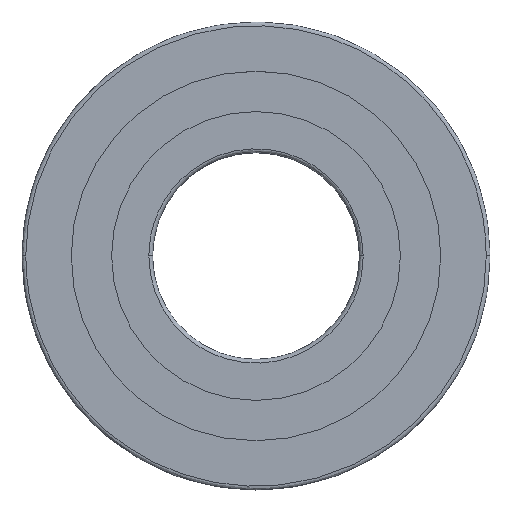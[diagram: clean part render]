
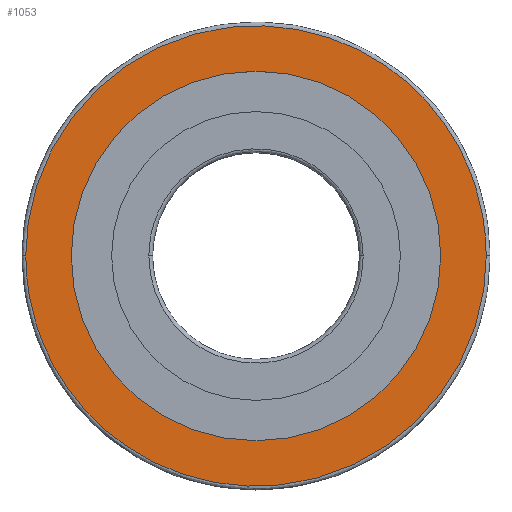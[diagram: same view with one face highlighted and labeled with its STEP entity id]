
A CAD part, top view. The second image highlights one B-rep face of the part: STEP entity #1053.
In plain terms, the highlighted planar face has unit normal (0, 0, 1).
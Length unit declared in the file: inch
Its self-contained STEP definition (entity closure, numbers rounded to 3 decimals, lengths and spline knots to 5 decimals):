
#26 = PLANE ( 'NONE',  #1128 ) ;
#80 = VERTEX_POINT ( 'NONE', #190 ) ;
#102 = DIRECTION ( 'NONE',  ( -1., 0., 0. ) ) ;
#155 = CARTESIAN_POINT ( 'NONE',  ( 0.60276, 0., 0.15625 ) ) ;
#173 = CARTESIAN_POINT ( 'NONE',  ( 0., 0.6126, 0.15625 ) ) ;
#190 = CARTESIAN_POINT ( 'NONE',  ( 0.48376, 0., 0.15625 ) ) ;
#211 = EDGE_CURVE ( 'NONE', #926, #643, #833, .T. ) ;
#266 = CARTESIAN_POINT ( 'NONE',  ( 0.60276, 0., 0.15625 ) ) ;
#329 = CARTESIAN_POINT ( 'NONE',  ( -0.48376, 0., 0.15625 ) ) ;
#332 = EDGE_LOOP ( 'NONE', ( #1005, #359 ) ) ;
#333 = DIRECTION ( 'NONE',  ( 1., 0., 0. ) ) ;
#356 = VERTEX_POINT ( 'NONE', #329 ) ;
#359 = ORIENTED_EDGE ( 'NONE', *, *, #580, .F. ) ;
#372 = FACE_OUTER_BOUND ( 'NONE', #960, .T. ) ;
#386 = CARTESIAN_POINT ( 'NONE',  ( 0.60276, 0., 0.15625 ) ) ;
#392 = DIRECTION ( 'NONE',  ( 1., 0., 0. ) ) ;
#395 = CARTESIAN_POINT ( 'NONE',  ( 0.60276, 1.20551, 0.15625 ) ) ;
#417 = CARTESIAN_POINT ( 'NONE',  ( 0., 0., 0.15625 ) ) ;
#515 =( BOUNDED_CURVE ( )  B_SPLINE_CURVE ( 3, ( #1094, #819, #395, #386 ),
 .UNSPECIFIED., .F., .F. ) 
 B_SPLINE_CURVE_WITH_KNOTS ( ( 4, 4 ),
 ( 0., 1. ),
 .UNSPECIFIED. ) 
 CURVE ( )  GEOMETRIC_REPRESENTATION_ITEM ( )  RATIONAL_B_SPLINE_CURVE ( ( 1., 0.333, 0.333, 1. ) ) 
 REPRESENTATION_ITEM ( '' )  );
#528 = CARTESIAN_POINT ( 'NONE',  ( -0.60276, 0., 0.15625 ) ) ;
#562 = DIRECTION ( 'NONE',  ( 0., 0., 1. ) ) ;
#580 = EDGE_CURVE ( 'NONE', #356, #80, #1073, .T. ) ;
#606 = ORIENTED_EDGE ( 'NONE', *, *, #211, .F. ) ;
#643 = VERTEX_POINT ( 'NONE', #998 ) ;
#682 = EDGE_CURVE ( 'NONE', #80, #356, #916, .T. ) ;
#703 = DIRECTION ( 'NONE',  ( 0., 0., 1. ) ) ;
#724 = DIRECTION ( 'NONE',  ( 0., 0., -1. ) ) ;
#763 = ORIENTED_EDGE ( 'NONE', *, *, #844, .F. ) ;
#819 = CARTESIAN_POINT ( 'NONE',  ( -0.60276, 1.20551, 0.15625 ) ) ;
#833 =( BOUNDED_CURVE ( )  B_SPLINE_CURVE ( 3, ( #266, #978, #1050, #528 ),
 .UNSPECIFIED., .F., .F. ) 
 B_SPLINE_CURVE_WITH_KNOTS ( ( 4, 4 ),
 ( 0., 1. ),
 .UNSPECIFIED. ) 
 CURVE ( )  GEOMETRIC_REPRESENTATION_ITEM ( )  RATIONAL_B_SPLINE_CURVE ( ( 1., 0.333, 0.333, 1. ) ) 
 REPRESENTATION_ITEM ( '' )  );
#844 = EDGE_CURVE ( 'NONE', #643, #926, #515, .T. ) ;
#916 = CIRCLE ( 'NONE', #1004, 0.48376 ) ;
#926 = VERTEX_POINT ( 'NONE', #155 ) ;
#953 = FACE_BOUND ( 'NONE', #332, .T. ) ;
#960 = EDGE_LOOP ( 'NONE', ( #763, #606 ) ) ;
#974 = AXIS2_PLACEMENT_3D ( 'NONE', #1001, #562, #392 ) ;
#978 = CARTESIAN_POINT ( 'NONE',  ( 0.60276, -1.20551, 0.15625 ) ) ;
#998 = CARTESIAN_POINT ( 'NONE',  ( -0.60276, 0., 0.15625 ) ) ;
#1001 = CARTESIAN_POINT ( 'NONE',  ( 0., 0., 0.15625 ) ) ;
#1004 = AXIS2_PLACEMENT_3D ( 'NONE', #417, #703, #333 ) ;
#1005 = ORIENTED_EDGE ( 'NONE', *, *, #682, .F. ) ;
#1050 = CARTESIAN_POINT ( 'NONE',  ( -0.60276, -1.20551, 0.15625 ) ) ;
#1053 = ADVANCED_FACE ( 'NONE', ( #953, #372 ), #26, .F. ) ;
#1073 = CIRCLE ( 'NONE', #974, 0.48376 ) ;
#1094 = CARTESIAN_POINT ( 'NONE',  ( -0.60276, 0., 0.15625 ) ) ;
#1128 = AXIS2_PLACEMENT_3D ( 'NONE', #173, #724, #102 ) ;
